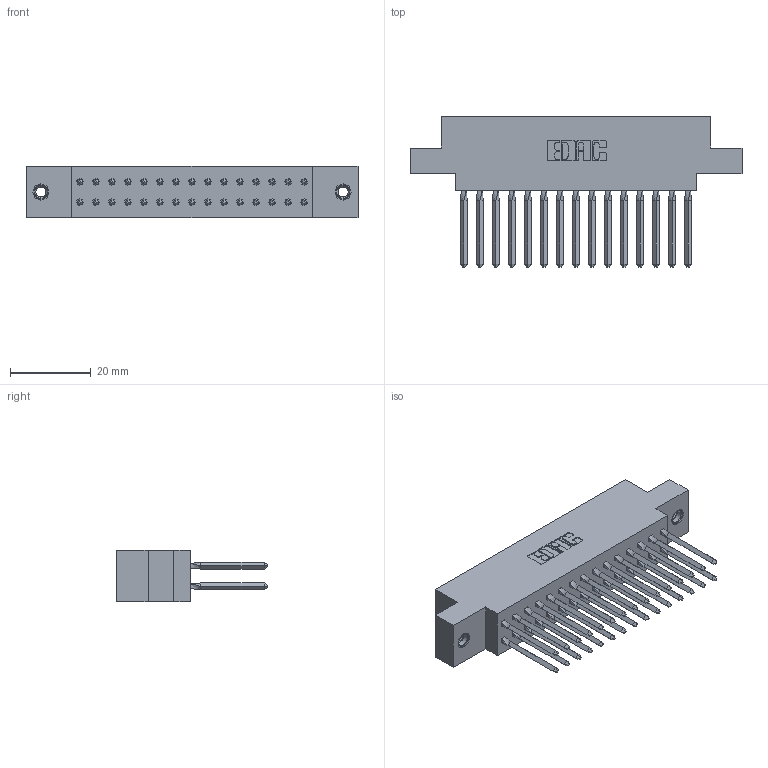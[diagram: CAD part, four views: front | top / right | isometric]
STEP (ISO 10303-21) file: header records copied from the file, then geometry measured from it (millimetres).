
FILE_DESCRIPTION (( 'STEP AP203' ), '1' );
FILE_NAME ('317-030-542-807.STEP', '2020-02-27T20:28:15', ( '' ), ( '' ), 'SwSTEP 2.0', 'SolidWorks 2016', '' );
FILE_SCHEMA (( 'CONFIG_CONTROL_DESIGN' ));
Length unit declared in the file: inch
Products named in the file (4): 317-030-542-807; 317 Part_.156 Dia - TI; 317-290-003_542; 345-250-001_345-250-005-103
Assembly tree (33 placements, depth 2):
  317-030-542-807
    317 Part_.156 Dia - TI
    317-290-003_542  x30
    345-250-001_345-250-005-103  x2
Bounding box: 82.14 x 37.34 x 12.7 mm (x, y, z)
Volume: 12584 mm3; surface area: 16669.1 mm2
Topology: 33 solids, 33 shells, 1872 faces, 5211 edges, 3326 vertices
Faces by surface type: plane 1470, cylinder 266, bspline 120, cone 12, torus 4
Entity records: 25652 total; most frequent: CARTESIAN_POINT 4692, ORIENTED_EDGE 4348, DIRECTION 3744, EDGE_CURVE 2174, VECTOR 1984, LINE 1984, VERTEX_POINT 1440, AXIS2_PLACEMENT_3D 880
